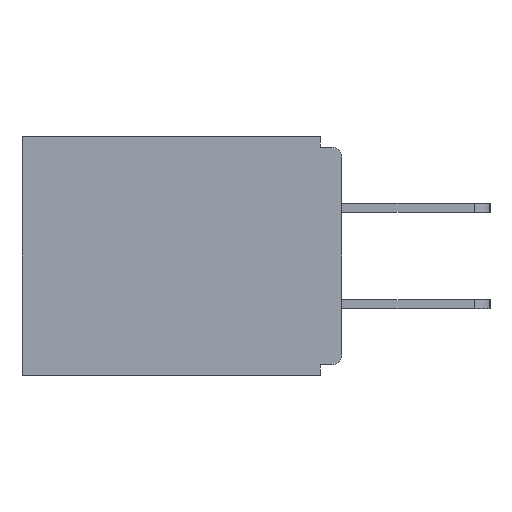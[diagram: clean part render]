
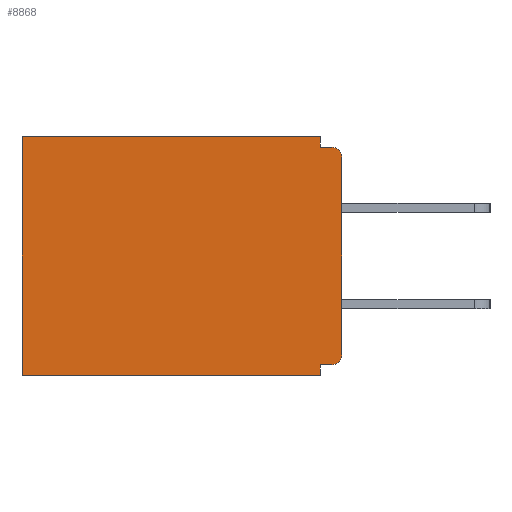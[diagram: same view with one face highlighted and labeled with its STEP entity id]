
A CAD part, left-side view. The second image highlights one B-rep face of the part: STEP entity #8868.
In plain terms, the highlighted planar face has unit normal (-1, 0, 0).
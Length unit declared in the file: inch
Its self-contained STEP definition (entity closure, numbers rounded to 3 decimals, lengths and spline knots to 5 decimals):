
#283 = VERTEX_POINT ( 'NONE', #5138 ) ;
#480 = DIRECTION ( 'NONE',  ( 0., 0., -1. ) ) ;
#529 = CARTESIAN_POINT ( 'NONE',  ( 0.298, 0., -0.03 ) ) ;
#556 = VECTOR ( 'NONE', #8338, 39.37008 ) ;
#984 = LINE ( 'NONE', #5267, #4710 ) ;
#1019 = LINE ( 'NONE', #4117, #7766 ) ;
#1076 = CIRCLE ( 'NONE', #3738, 0.015 ) ;
#1100 = CIRCLE ( 'NONE', #4793, 0.015 ) ;
#1279 = CARTESIAN_POINT ( 'NONE',  ( 0.298, 0.031, -0.328 ) ) ;
#1317 = CARTESIAN_POINT ( 'NONE',  ( 0.298, 0.031, -0.015 ) ) ;
#1962 = CARTESIAN_POINT ( 'NONE',  ( 0.298, 0.015, -0.313 ) ) ;
#2006 = EDGE_CURVE ( 'NONE', #10554, #7771, #1100, .T. ) ;
#2112 = CARTESIAN_POINT ( 'NONE',  ( 0.298, 0.46, -0.343 ) ) ;
#2310 = EDGE_CURVE ( 'NONE', #10058, #7771, #5382, .T. ) ;
#2394 = LINE ( 'NONE', #5758, #5430 ) ;
#2850 = DIRECTION ( 'NONE',  ( -1., 0., 0. ) ) ;
#2941 = VERTEX_POINT ( 'NONE', #2112 ) ;
#3087 = ORIENTED_EDGE ( 'NONE', *, *, #9455, .F. ) ;
#3255 = DIRECTION ( 'NONE',  ( 0., 0., -1. ) ) ;
#3407 = DIRECTION ( 'NONE',  ( 0., 0., -1. ) ) ;
#3502 = ORIENTED_EDGE ( 'NONE', *, *, #6721, .F. ) ;
#3738 = AXIS2_PLACEMENT_3D ( 'NONE', #1962, #2850, #9018 ) ;
#3985 = EDGE_CURVE ( 'NONE', #283, #10644, #9828, .T. ) ;
#4062 = CARTESIAN_POINT ( 'NONE',  ( 0.298, 0.015, -0.015 ) ) ;
#4117 = CARTESIAN_POINT ( 'NONE',  ( 0.298, 0.031, -0.343 ) ) ;
#4144 = VERTEX_POINT ( 'NONE', #5090 ) ;
#4239 = DIRECTION ( 'NONE',  ( 0., 0., -1. ) ) ;
#4469 = VERTEX_POINT ( 'NONE', #9272 ) ;
#4557 = DIRECTION ( 'NONE',  ( 0., 1., 0. ) ) ;
#4710 = VECTOR ( 'NONE', #3407, 39.37008 ) ;
#4793 = AXIS2_PLACEMENT_3D ( 'NONE', #7717, #8622, #4239 ) ;
#4910 = DIRECTION ( 'NONE',  ( 0., 1., 0. ) ) ;
#5031 = EDGE_CURVE ( 'NONE', #10644, #2941, #7788, .T. ) ;
#5048 = ORIENTED_EDGE ( 'NONE', *, *, #6996, .F. ) ;
#5090 = CARTESIAN_POINT ( 'NONE',  ( 0.298, 0.015, -0.328 ) ) ;
#5138 = CARTESIAN_POINT ( 'NONE',  ( 0.298, 0.031, 0. ) ) ;
#5242 = ORIENTED_EDGE ( 'NONE', *, *, #3985, .T. ) ;
#5267 = CARTESIAN_POINT ( 'NONE',  ( 0.298, 0., 0. ) ) ;
#5272 = ORIENTED_EDGE ( 'NONE', *, *, #2310, .F. ) ;
#5382 = LINE ( 'NONE', #10995, #556 ) ;
#5430 = VECTOR ( 'NONE', #9089, 39.37008 ) ;
#5463 = CARTESIAN_POINT ( 'NONE',  ( 0.298, 0., -0.328 ) ) ;
#5573 = EDGE_CURVE ( 'NONE', #283, #10058, #1019, .T. ) ;
#5758 = CARTESIAN_POINT ( 'NONE',  ( 0.298, 0.031, -0.343 ) ) ;
#6073 = EDGE_CURVE ( 'NONE', #7892, #6278, #2394, .T. ) ;
#6155 = LINE ( 'NONE', #5463, #10997 ) ;
#6278 = VERTEX_POINT ( 'NONE', #6320 ) ;
#6320 = CARTESIAN_POINT ( 'NONE',  ( 0.298, 0.031, -0.343 ) ) ;
#6394 = ORIENTED_EDGE ( 'NONE', *, *, #5573, .F. ) ;
#6628 = CARTESIAN_POINT ( 'NONE',  ( 0.298, 0., 0. ) ) ;
#6721 = EDGE_CURVE ( 'NONE', #6278, #2941, #11082, .T. ) ;
#6746 = DIRECTION ( 'NONE',  ( 1., 0., 0. ) ) ;
#6928 = VECTOR ( 'NONE', #4910, 39.37008 ) ;
#6996 = EDGE_CURVE ( 'NONE', #10554, #4469, #984, .T. ) ;
#7518 = VECTOR ( 'NONE', #480, 39.37008 ) ;
#7604 = EDGE_CURVE ( 'NONE', #4144, #4469, #1076, .T. ) ;
#7717 = CARTESIAN_POINT ( 'NONE',  ( 0.298, 0.015, -0.03 ) ) ;
#7766 = VECTOR ( 'NONE', #3255, 39.37008 ) ;
#7771 = VERTEX_POINT ( 'NONE', #4062 ) ;
#7788 = LINE ( 'NONE', #9288, #7518 ) ;
#7892 = VERTEX_POINT ( 'NONE', #1279 ) ;
#8017 = VECTOR ( 'NONE', #8402, 39.37008 ) ;
#8338 = DIRECTION ( 'NONE',  ( 0., -1., 0. ) ) ;
#8386 = PLANE ( 'NONE',  #11076 ) ;
#8402 = DIRECTION ( 'NONE',  ( 0., 1., 0. ) ) ;
#8622 = DIRECTION ( 'NONE',  ( -1., 0., 0. ) ) ;
#8664 = EDGE_LOOP ( 'NONE', ( #10931, #5272, #6394, #5242, #8953, #3502, #9105, #3087, #10014, #5048 ) ) ;
#8868 = ADVANCED_FACE ( 'NONE', ( #10869 ), #8386, .F. ) ;
#8953 = ORIENTED_EDGE ( 'NONE', *, *, #5031, .T. ) ;
#9018 = DIRECTION ( 'NONE',  ( 0., 0., -1. ) ) ;
#9089 = DIRECTION ( 'NONE',  ( 0., 0., -1. ) ) ;
#9105 = ORIENTED_EDGE ( 'NONE', *, *, #6073, .F. ) ;
#9272 = CARTESIAN_POINT ( 'NONE',  ( 0.298, 0., -0.313 ) ) ;
#9288 = CARTESIAN_POINT ( 'NONE',  ( 0.298, 0.46, 0. ) ) ;
#9329 = CARTESIAN_POINT ( 'NONE',  ( 0.298, 0., -0.343 ) ) ;
#9455 = EDGE_CURVE ( 'NONE', #4144, #7892, #6155, .T. ) ;
#9828 = LINE ( 'NONE', #11012, #6928 ) ;
#10014 = ORIENTED_EDGE ( 'NONE', *, *, #7604, .T. ) ;
#10058 = VERTEX_POINT ( 'NONE', #1317 ) ;
#10554 = VERTEX_POINT ( 'NONE', #529 ) ;
#10644 = VERTEX_POINT ( 'NONE', #11346 ) ;
#10869 = FACE_OUTER_BOUND ( 'NONE', #8664, .T. ) ;
#10931 = ORIENTED_EDGE ( 'NONE', *, *, #2006, .T. ) ;
#10995 = CARTESIAN_POINT ( 'NONE',  ( 0.298, 0., -0.015 ) ) ;
#10997 = VECTOR ( 'NONE', #4557, 39.37008 ) ;
#11012 = CARTESIAN_POINT ( 'NONE',  ( 0.298, 0., 0. ) ) ;
#11076 = AXIS2_PLACEMENT_3D ( 'NONE', #6628, #6746, #11201 ) ;
#11082 = LINE ( 'NONE', #9329, #8017 ) ;
#11201 = DIRECTION ( 'NONE',  ( 0., 0., -1. ) ) ;
#11346 = CARTESIAN_POINT ( 'NONE',  ( 0.298, 0.46, 0. ) ) ;
